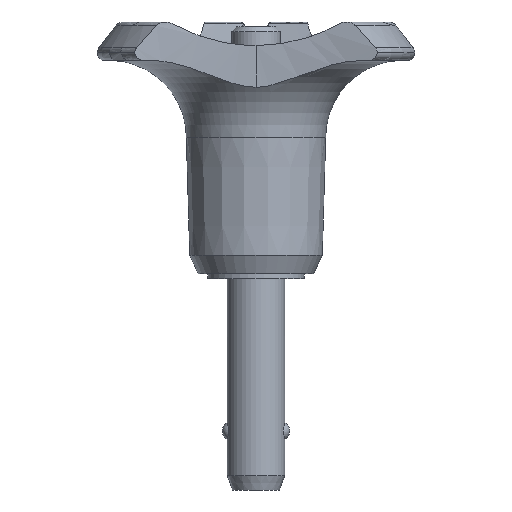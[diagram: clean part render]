
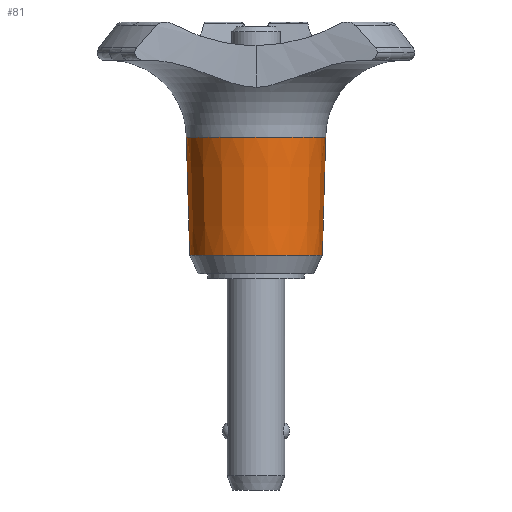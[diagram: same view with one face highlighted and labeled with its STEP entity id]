
A CAD part, front view. The second image highlights one B-rep face of the part: STEP entity #81.
In plain terms, the highlighted conical face has half-angle 1.649 degrees and reference radius 7.073 mm.
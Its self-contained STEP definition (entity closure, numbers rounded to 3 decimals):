
#81=ADVANCED_FACE('',(#206),#207,.T.);
#206=FACE_OUTER_BOUND('',#377,.T.);
#207=CONICAL_SURFACE('',#378,7.073,0.029);
#377=EDGE_LOOP('',(#552,#553,#554,#555));
#378=AXIS2_PLACEMENT_3D('',#556,#557,#558);
#552=ORIENTED_EDGE('',*,*,#1030,.F.);
#553=ORIENTED_EDGE('',*,*,#1031,.T.);
#554=ORIENTED_EDGE('',*,*,#1032,.F.);
#555=ORIENTED_EDGE('',*,*,#1026,.F.);
#556=CARTESIAN_POINT('',(0.0,0.,8.561));
#557=DIRECTION('',(-0.0,0.,1.0));
#558=DIRECTION('',(1.0,0.0,0.0));
#1026=EDGE_CURVE('',#1218,#1221,#1222,.T.);
#1030=EDGE_CURVE('',#1227,#1218,#1228,.T.);
#1031=EDGE_CURVE('',#1227,#1229,#1230,.T.);
#1032=EDGE_CURVE('',#1221,#1229,#1231,.T.);
#1218=VERTEX_POINT('',#1497);
#1221=VERTEX_POINT('',#1501);
#1222=CIRCLE('',#1502,6.897);
#1227=VERTEX_POINT('',#1508);
#1228=LINE('',#1509,#1510);
#1229=VERTEX_POINT('',#1511);
#1230=CIRCLE('',#1512,7.25);
#1231=LINE('',#1513,#1514);
#1497=CARTESIAN_POINT('',(6.897,0.,2.423));
#1501=CARTESIAN_POINT('',(-6.897,0.,2.423));
#1502=AXIS2_PLACEMENT_3D('',#2586,#2587,#2588);
#1508=CARTESIAN_POINT('',(7.25,0.,14.699));
#1509=CARTESIAN_POINT('',(7.073,0.,8.561));
#1510=VECTOR('',#2593,1.0);
#1511=CARTESIAN_POINT('',(-7.25,0.,14.699));
#1512=AXIS2_PLACEMENT_3D('',#2594,#2595,#2596);
#1513=CARTESIAN_POINT('',(-7.073,0.,8.561));
#1514=VECTOR('',#2597,1.0);
#2586=CARTESIAN_POINT('',(0.0,0.,2.423));
#2587=DIRECTION('',(0.0,0.,-1.0));
#2588=DIRECTION('',(1.0,0.0,0.0));
#2593=DIRECTION('',(-0.029,0.,-1.));
#2594=CARTESIAN_POINT('',(0.,0.,14.699));
#2595=DIRECTION('',(0.,0.,-1.0));
#2596=DIRECTION('',(0.,1.0,0.0));
#2597=DIRECTION('',(-0.029,0.,1.));
